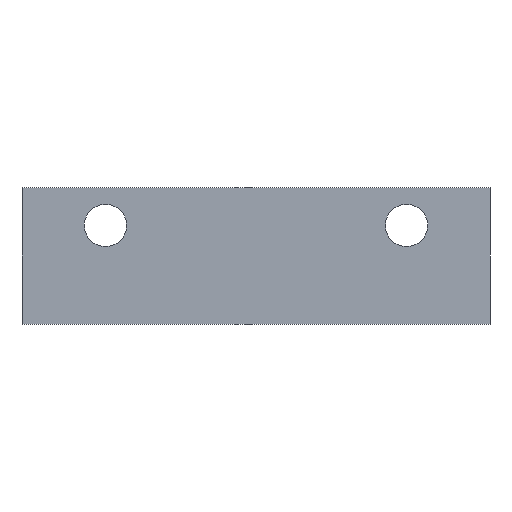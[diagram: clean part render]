
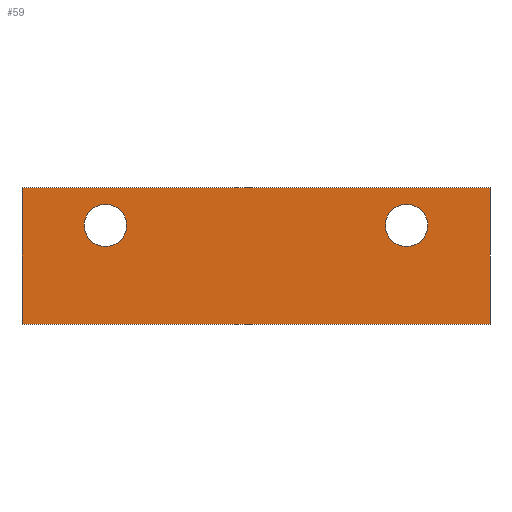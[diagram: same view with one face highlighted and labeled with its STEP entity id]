
A CAD part, front view. The second image highlights one B-rep face of the part: STEP entity #59.
In plain terms, the highlighted planar face has unit normal (0, -1, 0).
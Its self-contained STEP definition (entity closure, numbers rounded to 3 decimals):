
#59 = ADVANCED_FACE( '', ( #111, #112, #113 ), #114, .T. );
#111 = FACE_BOUND( '', #155, .T. );
#112 = FACE_BOUND( '', #156, .T. );
#113 = FACE_OUTER_BOUND( '', #157, .T. );
#114 = PLANE( '', #158 );
#155 = EDGE_LOOP( '', ( #194 ) );
#156 = EDGE_LOOP( '', ( #195 ) );
#157 = EDGE_LOOP( '', ( #196, #197, #198, #199 ) );
#158 = AXIS2_PLACEMENT_3D( '', #200, #201, #202 );
#194 = ORIENTED_EDGE( '', *, *, #250, .T. );
#195 = ORIENTED_EDGE( '', *, *, #252, .T. );
#196 = ORIENTED_EDGE( '', *, *, #253, .T. );
#197 = ORIENTED_EDGE( '', *, *, #254, .T. );
#198 = ORIENTED_EDGE( '', *, *, #255, .T. );
#199 = ORIENTED_EDGE( '', *, *, #256, .T. );
#200 = CARTESIAN_POINT( '', ( -49.75, 0., -14.5 ) );
#201 = DIRECTION( '', ( 0., -1., 0. ) );
#202 = DIRECTION( '', ( 0., 0., -1. ) );
#250 = EDGE_CURVE( '', #280, #280, #281, .T. );
#252 = EDGE_CURVE( '', #283, #283, #284, .T. );
#253 = EDGE_CURVE( '', #285, #286, #287, .T. );
#254 = EDGE_CURVE( '', #286, #288, #289, .T. );
#255 = EDGE_CURVE( '', #288, #290, #291, .T. );
#256 = EDGE_CURVE( '', #290, #285, #292, .T. );
#280 = VERTEX_POINT( '', #320 );
#281 = CIRCLE( '', #321, 4.5 );
#283 = VERTEX_POINT( '', #323 );
#284 = CIRCLE( '', #324, 4.5 );
#285 = VERTEX_POINT( '', #325 );
#286 = VERTEX_POINT( '', #326 );
#287 = LINE( '', #327, #328 );
#288 = VERTEX_POINT( '', #329 );
#289 = LINE( '', #330, #331 );
#290 = VERTEX_POINT( '', #332 );
#291 = LINE( '', #333, #334 );
#292 = LINE( '', #335, #336 );
#320 = CARTESIAN_POINT( '', ( -32., 0., 2. ) );
#321 = AXIS2_PLACEMENT_3D( '', #360, #361, #362 );
#323 = CARTESIAN_POINT( '', ( 32., 0., 2. ) );
#324 = AXIS2_PLACEMENT_3D( '', #363, #364, #365 );
#325 = CARTESIAN_POINT( '', ( -49.75, 0., 14.5 ) );
#326 = CARTESIAN_POINT( '', ( -49.75, 0., -14.5 ) );
#327 = CARTESIAN_POINT( '', ( -49.75, 0., 14.5 ) );
#328 = VECTOR( '', #366, 1000. );
#329 = CARTESIAN_POINT( '', ( 49.75, 0., -14.5 ) );
#330 = CARTESIAN_POINT( '', ( -49.75, 0., -14.5 ) );
#331 = VECTOR( '', #367, 1000. );
#332 = CARTESIAN_POINT( '', ( 49.75, 0., 14.5 ) );
#333 = CARTESIAN_POINT( '', ( 49.75, 0., -14.5 ) );
#334 = VECTOR( '', #368, 1000. );
#335 = CARTESIAN_POINT( '', ( 49.75, 0., 14.5 ) );
#336 = VECTOR( '', #369, 1000. );
#360 = CARTESIAN_POINT( '', ( -32., 0., 6.5 ) );
#361 = DIRECTION( '', ( 0., 1., 0. ) );
#362 = DIRECTION( '', ( 0., 0., -1. ) );
#363 = CARTESIAN_POINT( '', ( 32., 0., 6.5 ) );
#364 = DIRECTION( '', ( 0., 1., 0. ) );
#365 = DIRECTION( '', ( 0., 0., -1. ) );
#366 = DIRECTION( '', ( 0., 0., -1. ) );
#367 = DIRECTION( '', ( 1., 0., 0. ) );
#368 = DIRECTION( '', ( 0., 0., 1. ) );
#369 = DIRECTION( '', ( -1., 0., 0. ) );
